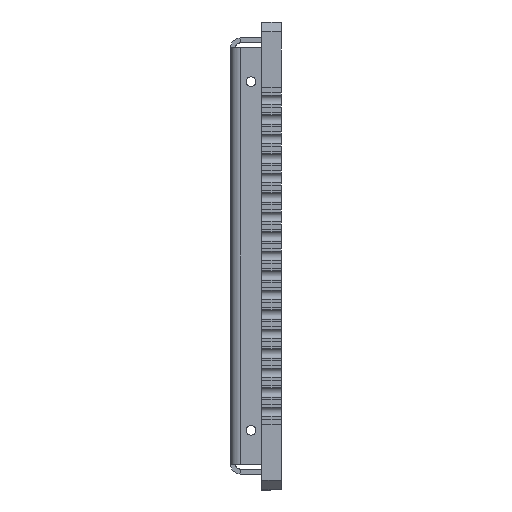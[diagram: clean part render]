
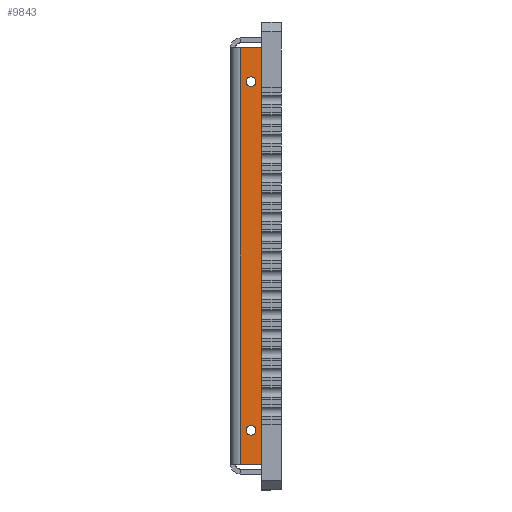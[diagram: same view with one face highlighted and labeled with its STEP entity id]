
A CAD part, left-side view. The second image highlights one B-rep face of the part: STEP entity #9843.
In plain terms, the highlighted face is planar.
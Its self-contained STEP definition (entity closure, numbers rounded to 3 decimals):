
#658 = DIRECTION ( 'NONE',  ( -1., 0., 0. ) ) ;
#1696 = CIRCLE ( 'NONE', #42788, 0.25 ) ;
#2271 = DIRECTION ( 'NONE',  ( 0., 0., 1. ) ) ;
#2986 = EDGE_CURVE ( 'NONE', #10419, #5759, #32224, .T. ) ;
#3171 = FACE_OUTER_BOUND ( 'NONE', #41038, .T. ) ;
#3850 = EDGE_CURVE ( 'NONE', #5759, #10419, #15923, .T. ) ;
#4176 = AXIS2_PLACEMENT_3D ( 'NONE', #29913, #28990, #7689 ) ;
#5759 = VERTEX_POINT ( 'NONE', #43496 ) ;
#5928 = CARTESIAN_POINT ( 'NONE',  ( 11.18, 0.25, 11.18 ) ) ;
#7084 = AXIS2_PLACEMENT_3D ( 'NONE', #18703, #658, #25576 ) ;
#7689 = DIRECTION ( 'NONE',  ( 0., 0., -1. ) ) ;
#7813 = CARTESIAN_POINT ( 'NONE',  ( 11.18, 0.796, -8.94 ) ) ;
#9835 = DIRECTION ( 'NONE',  ( -1., 0., 0. ) ) ;
#9843 = ADVANCED_FACE ( 'NONE', ( #30381, #25977, #3171 ), #35255, .F. ) ;
#9988 = CARTESIAN_POINT ( 'NONE',  ( 11.18, 1.35, 10.683 ) ) ;
#10419 = VERTEX_POINT ( 'NONE', #24107 ) ;
#11580 = VECTOR ( 'NONE', #17449, 1000. ) ;
#12584 = LINE ( 'NONE', #31692, #19804 ) ;
#13206 = LINE ( 'NONE', #27605, #28229 ) ;
#14071 = CARTESIAN_POINT ( 'NONE',  ( 11.18, 0., 0. ) ) ;
#14428 = VERTEX_POINT ( 'NONE', #30307 ) ;
#14512 = VECTOR ( 'NONE', #37908, 1000. ) ;
#15923 = CIRCLE ( 'NONE', #4176, 0.25 ) ;
#17040 = DIRECTION ( 'NONE',  ( 0., 1., 0. ) ) ;
#17449 = DIRECTION ( 'NONE',  ( 0., 1., 0. ) ) ;
#18703 = CARTESIAN_POINT ( 'NONE',  ( 11.18, 0.796, 8.94 ) ) ;
#19170 = EDGE_LOOP ( 'NONE', ( #34448, #24032 ) ) ;
#19804 = VECTOR ( 'NONE', #26226, 1000. ) ;
#21031 = LINE ( 'NONE', #42097, #11580 ) ;
#21142 = VERTEX_POINT ( 'NONE', #45067 ) ;
#21184 = DIRECTION ( 'NONE',  ( -1., 0., 0. ) ) ;
#21598 = CARTESIAN_POINT ( 'NONE',  ( 11.18, 1.35, -10.683 ) ) ;
#22401 = AXIS2_PLACEMENT_3D ( 'NONE', #14071, #21184, #46036 ) ;
#22849 = EDGE_CURVE ( 'NONE', #38466, #14428, #23962, .T. ) ;
#23962 = LINE ( 'NONE', #5928, #14512 ) ;
#24032 = ORIENTED_EDGE ( 'NONE', *, *, #3850, .T. ) ;
#24107 = CARTESIAN_POINT ( 'NONE',  ( 11.18, 0.796, 9.19 ) ) ;
#24272 = EDGE_CURVE ( 'NONE', #38466, #35626, #13206, .T. ) ;
#25381 = CARTESIAN_POINT ( 'NONE',  ( 11.18, 0.796, -9.19 ) ) ;
#25576 = DIRECTION ( 'NONE',  ( 0., 0., -1. ) ) ;
#25977 = FACE_BOUND ( 'NONE', #19170, .T. ) ;
#26226 = DIRECTION ( 'NONE',  ( 0., 0., 1. ) ) ;
#27596 = CARTESIAN_POINT ( 'NONE',  ( 11.18, 0.796, -8.94 ) ) ;
#27605 = CARTESIAN_POINT ( 'NONE',  ( 11.18, 0., -10.683 ) ) ;
#27724 = EDGE_CURVE ( 'NONE', #46055, #21142, #45224, .T. ) ;
#28229 = VECTOR ( 'NONE', #17040, 1000. ) ;
#28990 = DIRECTION ( 'NONE',  ( -1., 0., 0. ) ) ;
#29913 = CARTESIAN_POINT ( 'NONE',  ( 11.18, 0.796, 8.94 ) ) ;
#30307 = CARTESIAN_POINT ( 'NONE',  ( 11.18, 0.25, 10.683 ) ) ;
#30381 = FACE_BOUND ( 'NONE', #38297, .T. ) ;
#31692 = CARTESIAN_POINT ( 'NONE',  ( 11.18, 1.35, 0. ) ) ;
#31848 = AXIS2_PLACEMENT_3D ( 'NONE', #27596, #9835, #2271 ) ;
#32029 = DIRECTION ( 'NONE',  ( -1., 0., 0. ) ) ;
#32224 = CIRCLE ( 'NONE', #7084, 0.25 ) ;
#32815 = ORIENTED_EDGE ( 'NONE', *, *, #24272, .T. ) ;
#33080 = ORIENTED_EDGE ( 'NONE', *, *, #27724, .T. ) ;
#34448 = ORIENTED_EDGE ( 'NONE', *, *, #2986, .T. ) ;
#34740 = ORIENTED_EDGE ( 'NONE', *, *, #37366, .T. ) ;
#34864 = VERTEX_POINT ( 'NONE', #9988 ) ;
#35052 = ORIENTED_EDGE ( 'NONE', *, *, #42119, .T. ) ;
#35255 = PLANE ( 'NONE',  #22401 ) ;
#35626 = VERTEX_POINT ( 'NONE', #21598 ) ;
#36575 = ORIENTED_EDGE ( 'NONE', *, *, #38877, .F. ) ;
#37345 = ORIENTED_EDGE ( 'NONE', *, *, #22849, .F. ) ;
#37366 = EDGE_CURVE ( 'NONE', #21142, #46055, #1696, .T. ) ;
#37908 = DIRECTION ( 'NONE',  ( 0., 0., 1. ) ) ;
#38297 = EDGE_LOOP ( 'NONE', ( #34740, #33080 ) ) ;
#38466 = VERTEX_POINT ( 'NONE', #39631 ) ;
#38877 = EDGE_CURVE ( 'NONE', #14428, #34864, #21031, .T. ) ;
#39631 = CARTESIAN_POINT ( 'NONE',  ( 11.18, 0.25, -10.683 ) ) ;
#39773 = DIRECTION ( 'NONE',  ( 0., 0., 1. ) ) ;
#41038 = EDGE_LOOP ( 'NONE', ( #37345, #32815, #35052, #36575 ) ) ;
#42097 = CARTESIAN_POINT ( 'NONE',  ( 11.18, 0., 10.683 ) ) ;
#42119 = EDGE_CURVE ( 'NONE', #35626, #34864, #12584, .T. ) ;
#42788 = AXIS2_PLACEMENT_3D ( 'NONE', #7813, #32029, #39773 ) ;
#43496 = CARTESIAN_POINT ( 'NONE',  ( 11.18, 0.796, 8.69 ) ) ;
#45067 = CARTESIAN_POINT ( 'NONE',  ( 11.18, 0.796, -8.69 ) ) ;
#45224 = CIRCLE ( 'NONE', #31848, 0.25 ) ;
#46036 = DIRECTION ( 'NONE',  ( 0., -1., 0. ) ) ;
#46055 = VERTEX_POINT ( 'NONE', #25381 ) ;
